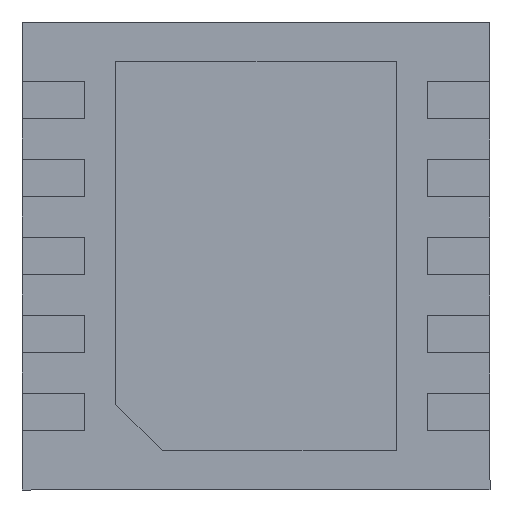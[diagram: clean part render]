
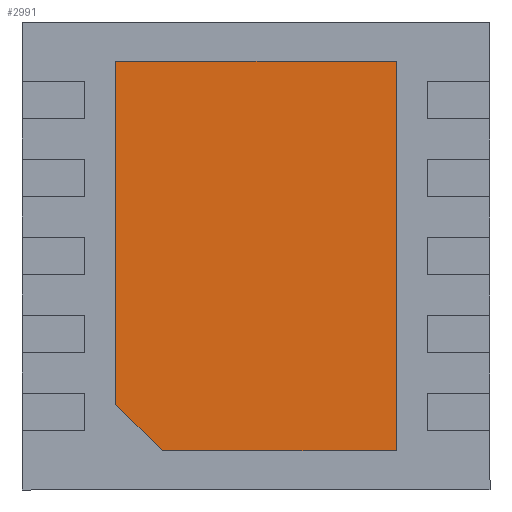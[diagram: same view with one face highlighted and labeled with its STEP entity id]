
A CAD part, front view. The second image highlights one B-rep face of the part: STEP entity #2991.
In plain terms, the highlighted planar face has unit normal (0, -1, 0).
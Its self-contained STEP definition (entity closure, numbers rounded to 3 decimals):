
#335 = VERTEX_POINT ( 'NONE', #778 ) ;
#528 = EDGE_CURVE ( 'NONE', #3521, #562, #3673, .T. ) ;
#530 = VECTOR ( 'NONE', #3390, 1000. ) ;
#546 = CARTESIAN_POINT ( 'NONE',  ( 0.9, 0., 1.25 ) ) ;
#562 = VERTEX_POINT ( 'NONE', #3187 ) ;
#685 = CARTESIAN_POINT ( 'NONE',  ( 0.9, 0., 1.25 ) ) ;
#750 = CARTESIAN_POINT ( 'NONE',  ( 0.9, 0., -1.25 ) ) ;
#778 = CARTESIAN_POINT ( 'NONE',  ( -0.9, 0., -0.95 ) ) ;
#850 = AXIS2_PLACEMENT_3D ( 'NONE', #3194, #2367, #1509 ) ;
#908 = PLANE ( 'NONE',  #850 ) ;
#989 = LINE ( 'NONE', #685, #1061 ) ;
#1061 = VECTOR ( 'NONE', #1496, 1000. ) ;
#1066 = CARTESIAN_POINT ( 'NONE',  ( 0.9, 0., -1.25 ) ) ;
#1158 = VECTOR ( 'NONE', #2474, 1000. ) ;
#1185 = CARTESIAN_POINT ( 'NONE',  ( -0.9, 0., 1.25 ) ) ;
#1286 = LINE ( 'NONE', #3225, #1517 ) ;
#1496 = DIRECTION ( 'NONE',  ( 0., 0., 1. ) ) ;
#1509 = DIRECTION ( 'NONE',  ( 1., 0., 0. ) ) ;
#1517 = VECTOR ( 'NONE', #2722, 1000. ) ;
#1744 = DIRECTION ( 'NONE',  ( 0., 0., -1. ) ) ;
#1843 = ORIENTED_EDGE ( 'NONE', *, *, #528, .T. ) ;
#1894 = LINE ( 'NONE', #1066, #1158 ) ;
#2003 = ORIENTED_EDGE ( 'NONE', *, *, #3314, .T. ) ;
#2178 = VECTOR ( 'NONE', #1744, 1000. ) ;
#2335 = FACE_OUTER_BOUND ( 'NONE', #2344, .T. ) ;
#2344 = EDGE_LOOP ( 'NONE', ( #1843, #2003, #3120, #3334, #3300 ) ) ;
#2367 = DIRECTION ( 'NONE',  ( 0., -1., 0. ) ) ;
#2474 = DIRECTION ( 'NONE',  ( 1., 0., 0. ) ) ;
#2524 = CARTESIAN_POINT ( 'NONE',  ( 0.9, 0., 1.25 ) ) ;
#2639 = CARTESIAN_POINT ( 'NONE',  ( -0.6, 0., -1.25 ) ) ;
#2709 = EDGE_CURVE ( 'NONE', #3567, #3521, #989, .T. ) ;
#2722 = DIRECTION ( 'NONE',  ( 0.707, 0., -0.707 ) ) ;
#2991 = ADVANCED_FACE ( 'NONE', ( #2335 ), #908, .T. ) ;
#3120 = ORIENTED_EDGE ( 'NONE', *, *, #3392, .T. ) ;
#3187 = CARTESIAN_POINT ( 'NONE',  ( -0.9, 0., 1.25 ) ) ;
#3188 = LINE ( 'NONE', #1185, #2178 ) ;
#3194 = CARTESIAN_POINT ( 'NONE',  ( 0., 0., 0. ) ) ;
#3225 = CARTESIAN_POINT ( 'NONE',  ( -0.9, 0., -0.95 ) ) ;
#3300 = ORIENTED_EDGE ( 'NONE', *, *, #2709, .T. ) ;
#3314 = EDGE_CURVE ( 'NONE', #562, #335, #3188, .T. ) ;
#3334 = ORIENTED_EDGE ( 'NONE', *, *, #3518, .T. ) ;
#3390 = DIRECTION ( 'NONE',  ( -1., 0., 0. ) ) ;
#3392 = EDGE_CURVE ( 'NONE', #335, #3626, #1286, .T. ) ;
#3518 = EDGE_CURVE ( 'NONE', #3626, #3567, #1894, .T. ) ;
#3521 = VERTEX_POINT ( 'NONE', #2524 ) ;
#3567 = VERTEX_POINT ( 'NONE', #750 ) ;
#3626 = VERTEX_POINT ( 'NONE', #2639 ) ;
#3673 = LINE ( 'NONE', #546, #530 ) ;
